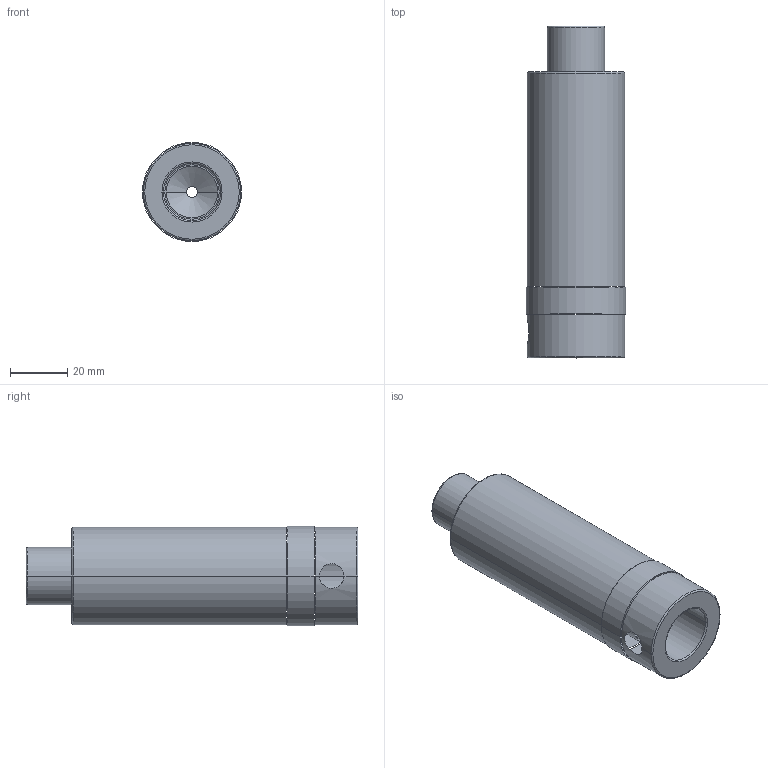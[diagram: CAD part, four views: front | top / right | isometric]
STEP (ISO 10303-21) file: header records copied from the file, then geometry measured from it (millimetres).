
FILE_DESCRIPTION((''),'2;1');
FILE_NAME('42251-100_D_SW0001','2019-02-11T',('046'),(''),'CREO PARAMETRIC BY PTC INC, 2016260','CREO PARAMETRIC BY PTC INC, 2016260','');
FILE_SCHEMA(('CONFIG_CONTROL_DESIGN'));
Length unit declared in the file: millimetre
Products named in the file (1): 42251-100_D_SW0001
Bounding box: 34.65 x 116 x 34.65 mm (x, y, z)
Surface area: 18448 mm2 (no closed solid volume)
Topology: 0 solids, 5 shells, 27 faces, 70 edges, 44 vertices
Faces by surface type: cylinder 14, torus 8, plane 3, cone 2
Entity records: 928 total; most frequent: CARTESIAN_POINT 207, DIRECTION 168, ORIENTED_EDGE 116, AXIS2_PLACEMENT_3D 75, EDGE_CURVE 70, CIRCLE 48, VERTEX_POINT 44, EDGE_LOOP 30
